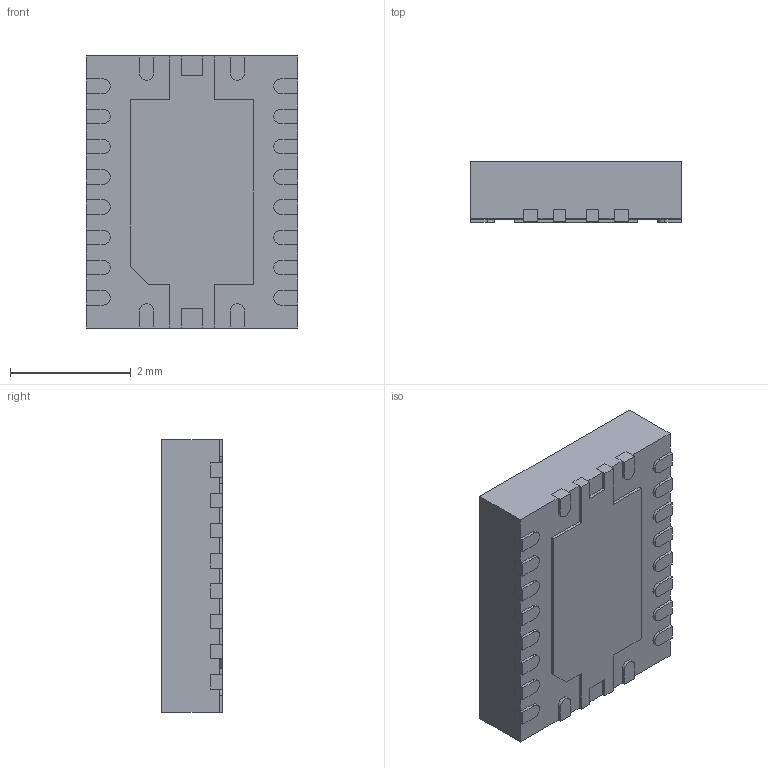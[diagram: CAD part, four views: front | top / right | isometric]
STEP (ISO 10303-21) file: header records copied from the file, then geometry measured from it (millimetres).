
FILE_DESCRIPTION(/* description */ (''),/* implementation_level */ '2;1');
FILE_NAME(/* name */ 'TPS61088RHLT.step',/* time_stamp */ '2020-11-29T21:02:30+03:00',/* author */ (''),/* organization */ (''),/* preprocessor_version */ 'ST-DEVELOPER v18.1',/* originating_system */ 'Autodesk Translation Framework v9.3.0.1241',/* authorisation */ '');
FILE_SCHEMA (('AUTOMOTIVE_DESIGN { 1 0 10303 214 3 1 1 }'));
Length unit declared in the file: millimetre
Products named in the file (1): (Unsaved)
Bounding box: 3.5 x 1 x 4.5 mm (x, y, z)
Volume: 15.4 mm3; surface area: 76.3 mm2
Topology: 23 solids, 23 shells, 255 faces, 624 edges, 416 vertices
Faces by surface type: plane 213, cylinder 42
Full cylindrical faces by diameter (mm): 0.4 x2
Entity records: 7566 total; most frequent: CARTESIAN_POINT 1296, ORIENTED_EDGE 1248, DIRECTION 1220, EDGE_CURVE 624, LINE 540, VECTOR 540, VERTEX_POINT 416, AXIS2_PLACEMENT_3D 340
